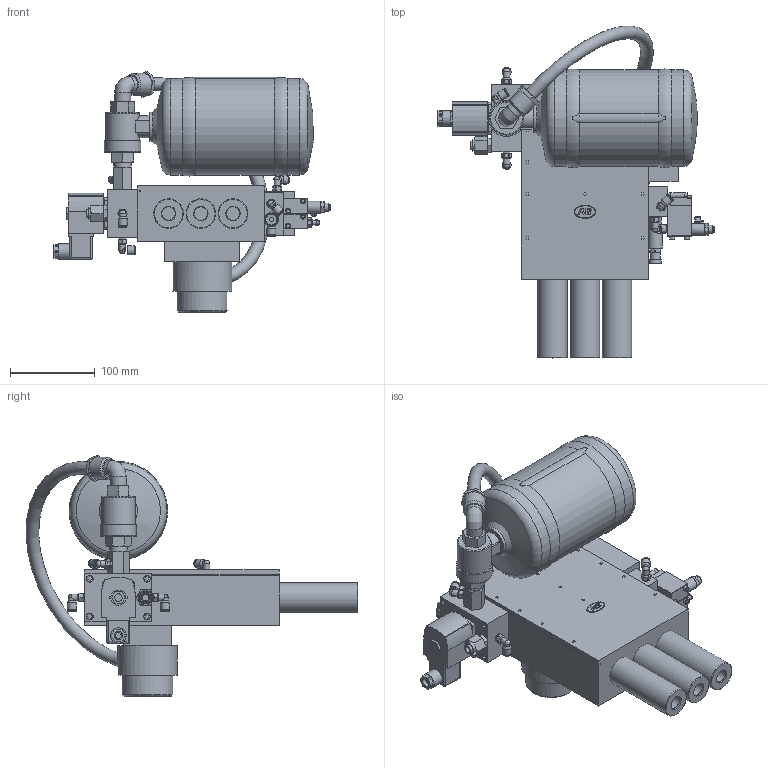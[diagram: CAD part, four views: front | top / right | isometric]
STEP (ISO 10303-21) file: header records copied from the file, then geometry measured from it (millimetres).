
FILE_DESCRIPTION(/* description */ (''),/* implementation_level */ '2;1');
FILE_NAME(/* name */ 'cvk10srextp.stp',/* time_stamp */ '2021-08-26T09:25:11+02:00',/* author */ ('enginyeria'),/* organization */ (''),/* preprocessor_version */ 'ST-DEVELOPER v17.2',/* originating_system */ 'Autodesk Inventor 2019',/* authorisation */ '');
FILE_SCHEMA (('CONFIG_CONTROL_DESIGN'));
Length unit declared in the file: millimetre
Products named in the file (1): cvk10srextp
Bounding box: 325.88 x 391.76 x 284.52 mm (x, y, z)
Volume: 5253807.1 mm3; surface area: 398619 mm2
Topology: 4 solids, 22 shells, 1312 faces, 3402 edges, 2283 vertices
Faces by surface type: plane 936, cylinder 204, bspline 74, cone 58, torus 31, sphere 9
Full cylindrical faces by diameter (mm): 0.1 x1, 1 x1, 2 x5, 2.5 x2, 3 x1, 3.5 x1, 4 x6, 4.2 x4, 4.667 x2, 5.333 x2, 5.5 x1, 6 x12, 6.667 x2, 7 x9, 7.067 x2, 7.5 x4, 8 x11, 8.5 x2, 9 x7, 10 x12, 10.6 x7, 12 x1, 12.5 x1, 14 x3, 16 x3, 17 x6, 18.5 x1, 19 x2, 20.847 x1, 23 x3
Entity records: 46267 total; most frequent: CARTESIAN_POINT 14106, ORIENTED_EDGE 6770, DIRECTION 6397, EDGE_CURVE 3385, VERTEX_POINT 2283, LINE 2233, VECTOR 2233, AXIS2_PLACEMENT_3D 2082
